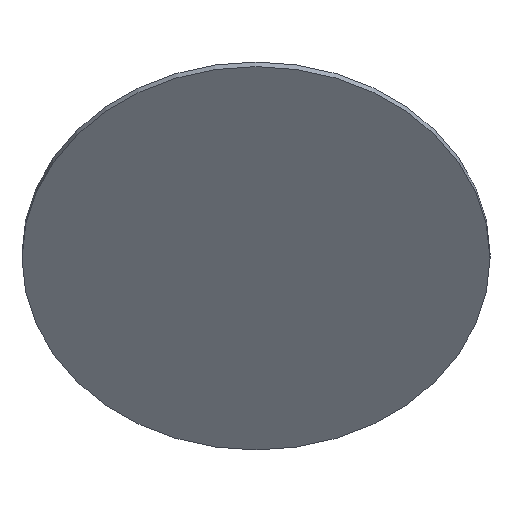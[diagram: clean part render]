
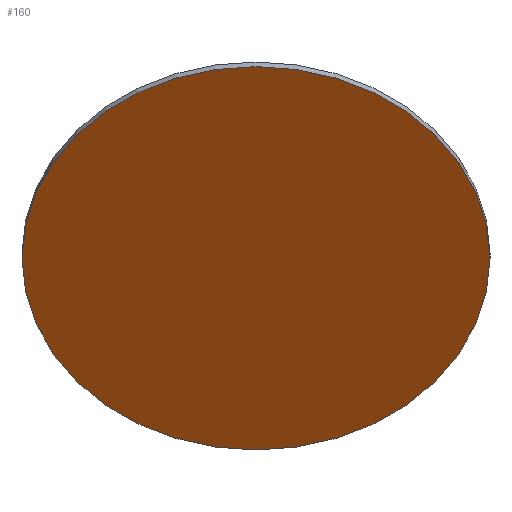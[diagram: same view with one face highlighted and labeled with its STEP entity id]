
A CAD part, front view. The second image highlights one B-rep face of the part: STEP entity #160.
In plain terms, the highlighted planar face has unit normal (0, -0.819, -0.574).
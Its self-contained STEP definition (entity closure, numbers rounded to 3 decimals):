
#48=FACE_OUTER_BOUND('',#60,.T.);
#60=EDGE_LOOP('',(#119));
#71=CIRCLE('',#186,35.);
#82=VERTEX_POINT('',#265);
#95=EDGE_CURVE('',#82,#82,#71,.T.);
#119=ORIENTED_EDGE('',*,*,#95,.T.);
#151=PLANE('',#187);
#160=ADVANCED_FACE('',(#48),#151,.T.);
#186=AXIS2_PLACEMENT_3D('',#266,#213,#214);
#187=AXIS2_PLACEMENT_3D('',#268,#216,#217);
#213=DIRECTION('center_axis',(0.,-0.819,-0.574));
#214=DIRECTION('ref_axis',(1.,0.,0.));
#216=DIRECTION('center_axis',(0.,-0.819,-0.574));
#217=DIRECTION('ref_axis',(1.,0.,0.));
#265=CARTESIAN_POINT('',(-35.,-23.285,10.883));
#266=CARTESIAN_POINT('Origin',(0.,-23.285,10.883));
#268=CARTESIAN_POINT('Origin',(0.,-23.285,10.883));
